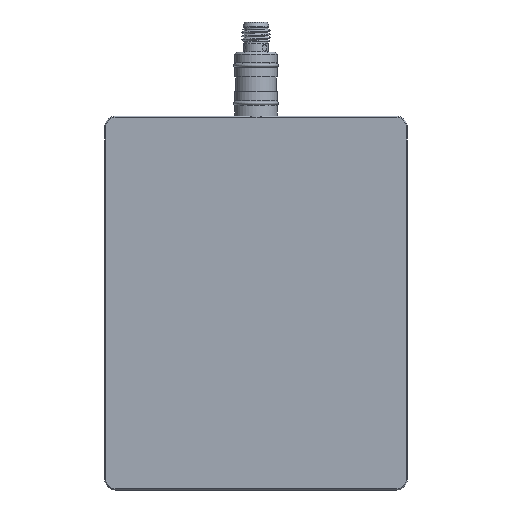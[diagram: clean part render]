
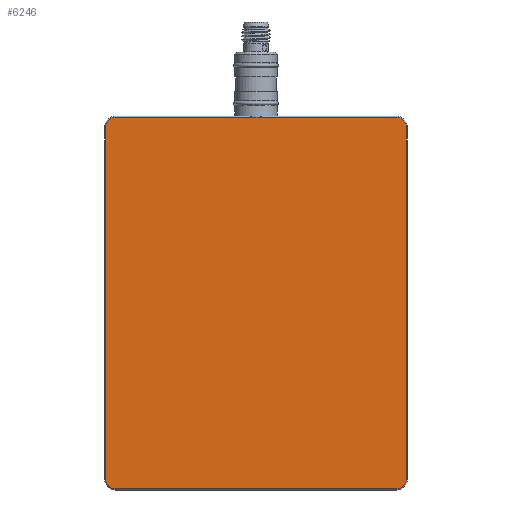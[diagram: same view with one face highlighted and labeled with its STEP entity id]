
A CAD part, front view. The second image highlights one B-rep face of the part: STEP entity #6246.
In plain terms, the highlighted planar face has unit normal (0, -1, 0).
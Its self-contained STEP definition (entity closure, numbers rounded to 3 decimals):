
#58 = LINE ( 'NONE', #2423, #665 ) ;
#63 = ORIENTED_EDGE ( 'NONE', *, *, #3209, .T. ) ;
#102 = LINE ( 'NONE', #2463, #5753 ) ;
#136 = DIRECTION ( 'NONE',  ( 0., -1., 0. ) ) ;
#258 = DIRECTION ( 'NONE',  ( 0., 0., 1. ) ) ;
#381 = EDGE_CURVE ( 'NONE', #2880, #1585, #5386, .T. ) ;
#665 = VECTOR ( 'NONE', #4311, 1000. ) ;
#717 = DIRECTION ( 'NONE',  ( 0., -1., 0. ) ) ;
#915 = CARTESIAN_POINT ( 'NONE',  ( 0., 0., 52.2 ) ) ;
#954 = EDGE_CURVE ( 'NONE', #7272, #4939, #5231, .T. ) ;
#977 = CARTESIAN_POINT ( 'NONE',  ( -42.2, 0., 49.5 ) ) ;
#1104 = CARTESIAN_POINT ( 'NONE',  ( -39.5, 0., 52.2 ) ) ;
#1576 = DIRECTION ( 'NONE',  ( 0., -1., 0. ) ) ;
#1585 = VERTEX_POINT ( 'NONE', #4342 ) ;
#1649 = CIRCLE ( 'NONE', #3002, 2.7 ) ;
#1736 = CARTESIAN_POINT ( 'NONE',  ( 0., 0., 0. ) ) ;
#1759 = VERTEX_POINT ( 'NONE', #915 ) ;
#1810 = CARTESIAN_POINT ( 'NONE',  ( -42.2, 0., 0. ) ) ;
#1861 = VERTEX_POINT ( 'NONE', #4958 ) ;
#1957 = DIRECTION ( 'NONE',  ( 0., 0., 1. ) ) ;
#2034 = CIRCLE ( 'NONE', #2773, 2.7 ) ;
#2081 = CARTESIAN_POINT ( 'NONE',  ( 39.5, 0., 52.2 ) ) ;
#2169 = CARTESIAN_POINT ( 'NONE',  ( 42.2, 0., 49.5 ) ) ;
#2201 = CARTESIAN_POINT ( 'NONE',  ( 0., 0., -52.2 ) ) ;
#2324 = VECTOR ( 'NONE', #7293, 1000. ) ;
#2418 = CIRCLE ( 'NONE', #4388, 2.7 ) ;
#2423 = CARTESIAN_POINT ( 'NONE',  ( 0., 0., 52.2 ) ) ;
#2463 = CARTESIAN_POINT ( 'NONE',  ( 42.2, 0., 0. ) ) ;
#2721 = CARTESIAN_POINT ( 'NONE',  ( 39.5, 0., -52.2 ) ) ;
#2773 = AXIS2_PLACEMENT_3D ( 'NONE', #6640, #136, #258 ) ;
#2880 = VERTEX_POINT ( 'NONE', #2721 ) ;
#2934 = ORIENTED_EDGE ( 'NONE', *, *, #381, .T. ) ;
#2961 = DIRECTION ( 'NONE',  ( 1., 0., 0. ) ) ;
#3002 = AXIS2_PLACEMENT_3D ( 'NONE', #4647, #7557, #4602 ) ;
#3209 = EDGE_CURVE ( 'NONE', #1759, #5906, #58, .T. ) ;
#3370 = EDGE_CURVE ( 'NONE', #4939, #1861, #1649, .T. ) ;
#3730 = CARTESIAN_POINT ( 'NONE',  ( 39.5, 0., 49.5 ) ) ;
#3755 = CARTESIAN_POINT ( 'NONE',  ( 0., 0., 52.2 ) ) ;
#4083 = ORIENTED_EDGE ( 'NONE', *, *, #5259, .T. ) ;
#4091 = DIRECTION ( 'NONE',  ( 0., 0., 1. ) ) ;
#4128 = DIRECTION ( 'NONE',  ( 0., 0., -1. ) ) ;
#4311 = DIRECTION ( 'NONE',  ( -1., 0., 0. ) ) ;
#4342 = CARTESIAN_POINT ( 'NONE',  ( 42.2, 0., -49.5 ) ) ;
#4388 = AXIS2_PLACEMENT_3D ( 'NONE', #3730, #717, #7267 ) ;
#4602 = DIRECTION ( 'NONE',  ( 0., 0., 1. ) ) ;
#4610 = ORIENTED_EDGE ( 'NONE', *, *, #6050, .T. ) ;
#4647 = CARTESIAN_POINT ( 'NONE',  ( -39.5, 0., -49.5 ) ) ;
#4709 = PLANE ( 'NONE',  #5298 ) ;
#4741 = VECTOR ( 'NONE', #2961, 1000. ) ;
#4828 = LINE ( 'NONE', #3755, #2324 ) ;
#4939 = VERTEX_POINT ( 'NONE', #5882 ) ;
#4958 = CARTESIAN_POINT ( 'NONE',  ( -39.5, 0., -52.2 ) ) ;
#5230 = DIRECTION ( 'NONE',  ( 0., 1., 0. ) ) ;
#5231 = LINE ( 'NONE', #1810, #5735 ) ;
#5259 = EDGE_CURVE ( 'NONE', #1861, #2880, #5751, .T. ) ;
#5298 = AXIS2_PLACEMENT_3D ( 'NONE', #1736, #5230, #4091 ) ;
#5386 = CIRCLE ( 'NONE', #6625, 2.7 ) ;
#5554 = EDGE_CURVE ( 'NONE', #1585, #7262, #102, .T. ) ;
#5583 = EDGE_CURVE ( 'NONE', #7262, #5680, #2418, .T. ) ;
#5633 = EDGE_CURVE ( 'NONE', #5906, #7272, #2034, .T. ) ;
#5680 = VERTEX_POINT ( 'NONE', #2081 ) ;
#5707 = DIRECTION ( 'NONE',  ( 0., 0., 1. ) ) ;
#5735 = VECTOR ( 'NONE', #4128, 1000. ) ;
#5751 = LINE ( 'NONE', #2201, #4741 ) ;
#5753 = VECTOR ( 'NONE', #1957, 1000. ) ;
#5882 = CARTESIAN_POINT ( 'NONE',  ( -42.2, 0., -49.5 ) ) ;
#5906 = VERTEX_POINT ( 'NONE', #1104 ) ;
#6050 = EDGE_CURVE ( 'NONE', #5680, #1759, #4828, .T. ) ;
#6106 = ORIENTED_EDGE ( 'NONE', *, *, #954, .T. ) ;
#6246 = ADVANCED_FACE ( 'NONE', ( #7048 ), #4709, .F. ) ;
#6625 = AXIS2_PLACEMENT_3D ( 'NONE', #6879, #1576, #5707 ) ;
#6640 = CARTESIAN_POINT ( 'NONE',  ( -39.5, 0., 49.5 ) ) ;
#6700 = ORIENTED_EDGE ( 'NONE', *, *, #5554, .T. ) ;
#6879 = CARTESIAN_POINT ( 'NONE',  ( 39.5, 0., -49.5 ) ) ;
#7048 = FACE_OUTER_BOUND ( 'NONE', #7619, .T. ) ;
#7178 = ORIENTED_EDGE ( 'NONE', *, *, #5633, .T. ) ;
#7262 = VERTEX_POINT ( 'NONE', #2169 ) ;
#7267 = DIRECTION ( 'NONE',  ( 0., 0., 1. ) ) ;
#7272 = VERTEX_POINT ( 'NONE', #977 ) ;
#7293 = DIRECTION ( 'NONE',  ( -1., 0., 0. ) ) ;
#7409 = ORIENTED_EDGE ( 'NONE', *, *, #5583, .T. ) ;
#7546 = ORIENTED_EDGE ( 'NONE', *, *, #3370, .T. ) ;
#7557 = DIRECTION ( 'NONE',  ( 0., -1., 0. ) ) ;
#7619 = EDGE_LOOP ( 'NONE', ( #7546, #4083, #2934, #6700, #7409, #4610, #63, #7178, #6106 ) ) ;
